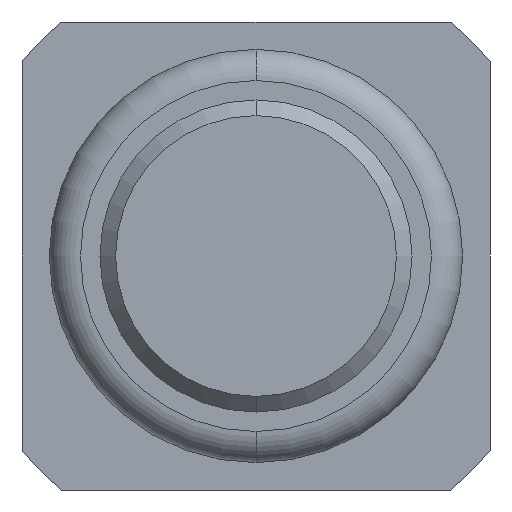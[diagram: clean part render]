
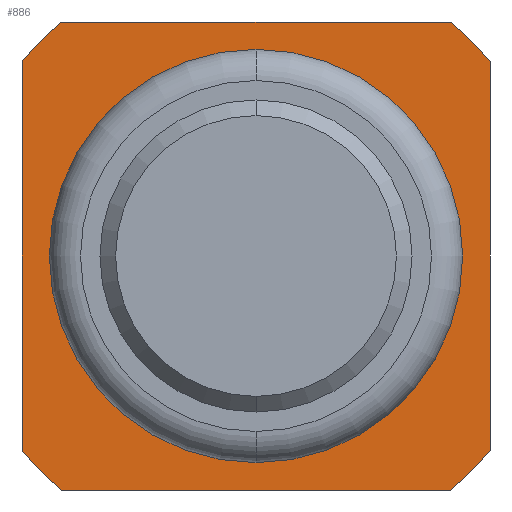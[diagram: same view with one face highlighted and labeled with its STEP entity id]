
A CAD part, front view. The second image highlights one B-rep face of the part: STEP entity #886.
In plain terms, the highlighted planar face has unit normal (0, -1, 0).
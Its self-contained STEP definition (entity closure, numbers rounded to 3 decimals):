
#73 = VERTEX_POINT ( 'NONE', #1607 ) ;
#141 = FACE_BOUND ( 'NONE', #1527, .T. ) ;
#222 = DIRECTION ( 'NONE',  ( 0., 1., 0. ) ) ;
#232 = DIRECTION ( 'NONE',  ( 0., 0., 1. ) ) ;
#244 = CARTESIAN_POINT ( 'NONE',  ( -1.5, -2., 1.246 ) ) ;
#272 = LINE ( 'NONE', #2187, #1003 ) ;
#300 = EDGE_CURVE ( 'Defeature ausgef�hrt2_15+Defeature ausgef�hrt2_4+Defeature ausgef�hrt2_5+Defeature ausgef�hrt2_8', #73, #359, #3585, .T. ) ;
#327 = AXIS2_PLACEMENT_3D ( 'NONE', #1941, #1360, #2583 ) ;
#330 = CARTESIAN_POINT ( 'NONE',  ( 1.325, -2., 1.5 ) ) ;
#359 = VERTEX_POINT ( 'NONE', #1924 ) ;
#472 = LINE ( 'NONE', #532, #3731 ) ;
#532 = CARTESIAN_POINT ( 'NONE',  ( 1.5, -2., 0. ) ) ;
#540 = ORIENTED_EDGE ( 'NONE', *, *, #3485, .F. ) ;
#601 = VERTEX_POINT ( 'NONE', #2444 ) ;
#614 = DIRECTION ( 'NONE',  ( -1., 0., 0. ) ) ;
#637 = DIRECTION ( 'NONE',  ( 1., 0., 0. ) ) ;
#649 = ORIENTED_EDGE ( 'NONE', *, *, #3576, .F. ) ;
#658 = CIRCLE ( 'NONE', #3340, 1.95 ) ;
#659 = CARTESIAN_POINT ( 'NONE',  ( 0., -2., 0. ) ) ;
#685 = ORIENTED_EDGE ( 'NONE', *, *, #300, .F. ) ;
#840 = CARTESIAN_POINT ( 'NONE',  ( -1.5, -2., -1.246 ) ) ;
#886 = ADVANCED_FACE ( 'Defeature ausgef�hrt2_4', ( #141, #3500 ), #2251, .F. ) ;
#922 = EDGE_CURVE ( 'Defeature ausgef�hrt2_4+Defeature ausgef�hrt2_12+Defeature ausgef�hrt2_12+Defeature ausgef�hrt2_12', #3126, #601, #1957, .T. ) ;
#963 = CARTESIAN_POINT ( 'NONE',  ( 0., -2., 0. ) ) ;
#973 = DIRECTION ( 'NONE',  ( 0., 0., 1. ) ) ;
#1003 = VECTOR ( 'NONE', #2467, 1000. ) ;
#1106 = CIRCLE ( 'NONE', #1240, 1.95 ) ;
#1119 = DIRECTION ( 'NONE',  ( 0., 1., 0. ) ) ;
#1140 = VERTEX_POINT ( 'NONE', #840 ) ;
#1240 = AXIS2_PLACEMENT_3D ( 'NONE', #3840, #222, #3560 ) ;
#1276 = DIRECTION ( 'NONE',  ( 0., 0., 1. ) ) ;
#1360 = DIRECTION ( 'NONE',  ( 0., 1., 0. ) ) ;
#1374 = ORIENTED_EDGE ( 'NONE', *, *, #1878, .T. ) ;
#1431 = DIRECTION ( 'NONE',  ( 0., 1., 0. ) ) ;
#1527 = EDGE_LOOP ( 'NONE', ( #1374, #3245 ) ) ;
#1559 = ORIENTED_EDGE ( 'NONE', *, *, #2020, .F. ) ;
#1603 = VERTEX_POINT ( 'NONE', #1875 ) ;
#1607 = CARTESIAN_POINT ( 'NONE',  ( 1.246, -2., -1.5 ) ) ;
#1628 = EDGE_CURVE ( 'Defeature ausgef�hrt2_5+Defeature ausgef�hrt2_4+Defeature ausgef�hrt2_18+Defeature ausgef�hrt2_15', #3816, #73, #1671, .T. ) ;
#1650 = EDGE_CURVE ( 'Defeature ausgef�hrt2_16+Defeature ausgef�hrt2_4+Defeature ausgef�hrt2_8+Defeature ausgef�hrt2_7', #1140, #2102, #272, .T. ) ;
#1663 = CIRCLE ( 'NONE', #3551, 1.325 ) ;
#1671 = CIRCLE ( 'NONE', #3398, 1.95 ) ;
#1739 = DIRECTION ( 'NONE',  ( 0., 0., 1. ) ) ;
#1764 = LINE ( 'NONE', #330, #3312 ) ;
#1772 = ORIENTED_EDGE ( 'NONE', *, *, #2782, .F. ) ;
#1785 = EDGE_CURVE ( 'Defeature ausgef�hrt2_6+Defeature ausgef�hrt2_4+Defeature ausgef�hrt2_17+Defeature ausgef�hrt2_18', #1603, #3656, #658, .T. ) ;
#1875 = CARTESIAN_POINT ( 'NONE',  ( 1.246, -2., 1.5 ) ) ;
#1878 = EDGE_CURVE ( 'Defeature ausgef�hrt2_4+Defeature ausgef�hrt2_12+Defeature ausgef�hrt2_12+Defeature ausgef�hrt2_12', #601, #3126, #1663, .T. ) ;
#1924 = CARTESIAN_POINT ( 'NONE',  ( -1.246, -2., -1.5 ) ) ;
#1941 = CARTESIAN_POINT ( 'NONE',  ( 1.325, -2., 0. ) ) ;
#1957 = CIRCLE ( 'NONE', #2827, 1.325 ) ;
#2020 = EDGE_CURVE ( 'Defeature ausgef�hrt2_7+Defeature ausgef�hrt2_4+Defeature ausgef�hrt2_16+Defeature ausgef�hrt2_17', #2102, #3475, #2567, .T. ) ;
#2033 = CARTESIAN_POINT ( 'NONE',  ( 0., -2., 0. ) ) ;
#2102 = VERTEX_POINT ( 'NONE', #244 ) ;
#2187 = CARTESIAN_POINT ( 'NONE',  ( -1.5, -2., 0. ) ) ;
#2195 = DIRECTION ( 'NONE',  ( 0., 1., 0. ) ) ;
#2251 = PLANE ( 'NONE',  #327 ) ;
#2355 = AXIS2_PLACEMENT_3D ( 'NONE', #2921, #1431, #1739 ) ;
#2390 = DIRECTION ( 'NONE',  ( 0., 0., -1. ) ) ;
#2444 = CARTESIAN_POINT ( 'NONE',  ( 0., -2., 1.325 ) ) ;
#2449 = CARTESIAN_POINT ( 'NONE',  ( 1.325, -2., -1.5 ) ) ;
#2467 = DIRECTION ( 'NONE',  ( 0., 0., 1. ) ) ;
#2485 = CARTESIAN_POINT ( 'NONE',  ( 0., -2., -1.325 ) ) ;
#2567 = CIRCLE ( 'NONE', #2355, 1.95 ) ;
#2583 = DIRECTION ( 'NONE',  ( 0., 0., 1. ) ) ;
#2679 = CARTESIAN_POINT ( 'NONE',  ( -1.246, -2., 1.5 ) ) ;
#2722 = ORIENTED_EDGE ( 'NONE', *, *, #1650, .F. ) ;
#2742 = CARTESIAN_POINT ( 'NONE',  ( 1.5, -2., 1.246 ) ) ;
#2744 = ORIENTED_EDGE ( 'NONE', *, *, #1785, .F. ) ;
#2782 = EDGE_CURVE ( 'Defeature ausgef�hrt2_17+Defeature ausgef�hrt2_4+Defeature ausgef�hrt2_7+Defeature ausgef�hrt2_6', #3475, #1603, #1764, .T. ) ;
#2823 = CARTESIAN_POINT ( 'NONE',  ( 0., -2., 0. ) ) ;
#2827 = AXIS2_PLACEMENT_3D ( 'NONE', #2033, #1119, #232 ) ;
#2881 = DIRECTION ( 'NONE',  ( 0., 0., 1. ) ) ;
#2921 = CARTESIAN_POINT ( 'NONE',  ( 0., -2., 0. ) ) ;
#3126 = VERTEX_POINT ( 'NONE', #2485 ) ;
#3148 = DIRECTION ( 'NONE',  ( 0., 1., 0. ) ) ;
#3171 = VECTOR ( 'NONE', #614, 1000. ) ;
#3245 = ORIENTED_EDGE ( 'NONE', *, *, #922, .T. ) ;
#3312 = VECTOR ( 'NONE', #637, 1000. ) ;
#3340 = AXIS2_PLACEMENT_3D ( 'NONE', #963, #3662, #1276 ) ;
#3344 = ORIENTED_EDGE ( 'NONE', *, *, #1628, .F. ) ;
#3398 = AXIS2_PLACEMENT_3D ( 'NONE', #659, #2195, #973 ) ;
#3475 = VERTEX_POINT ( 'NONE', #2679 ) ;
#3485 = EDGE_CURVE ( 'Defeature ausgef�hrt2_18+Defeature ausgef�hrt2_4+Defeature ausgef�hrt2_6+Defeature ausgef�hrt2_5', #3656, #3816, #472, .T. ) ;
#3500 = FACE_OUTER_BOUND ( 'NONE', #3923, .T. ) ;
#3551 = AXIS2_PLACEMENT_3D ( 'NONE', #2823, #3148, #2881 ) ;
#3560 = DIRECTION ( 'NONE',  ( 0., 0., 1. ) ) ;
#3576 = EDGE_CURVE ( 'Defeature ausgef�hrt2_8+Defeature ausgef�hrt2_4+Defeature ausgef�hrt2_15+Defeature ausgef�hrt2_16', #359, #1140, #1106, .T. ) ;
#3585 = LINE ( 'NONE', #2449, #3171 ) ;
#3656 = VERTEX_POINT ( 'NONE', #2742 ) ;
#3662 = DIRECTION ( 'NONE',  ( 0., 1., 0. ) ) ;
#3687 = CARTESIAN_POINT ( 'NONE',  ( 1.5, -2., -1.246 ) ) ;
#3731 = VECTOR ( 'NONE', #2390, 1000. ) ;
#3816 = VERTEX_POINT ( 'NONE', #3687 ) ;
#3840 = CARTESIAN_POINT ( 'NONE',  ( 0., -2., 0. ) ) ;
#3923 = EDGE_LOOP ( 'NONE', ( #540, #2744, #1772, #1559, #2722, #649, #685, #3344 ) ) ;
